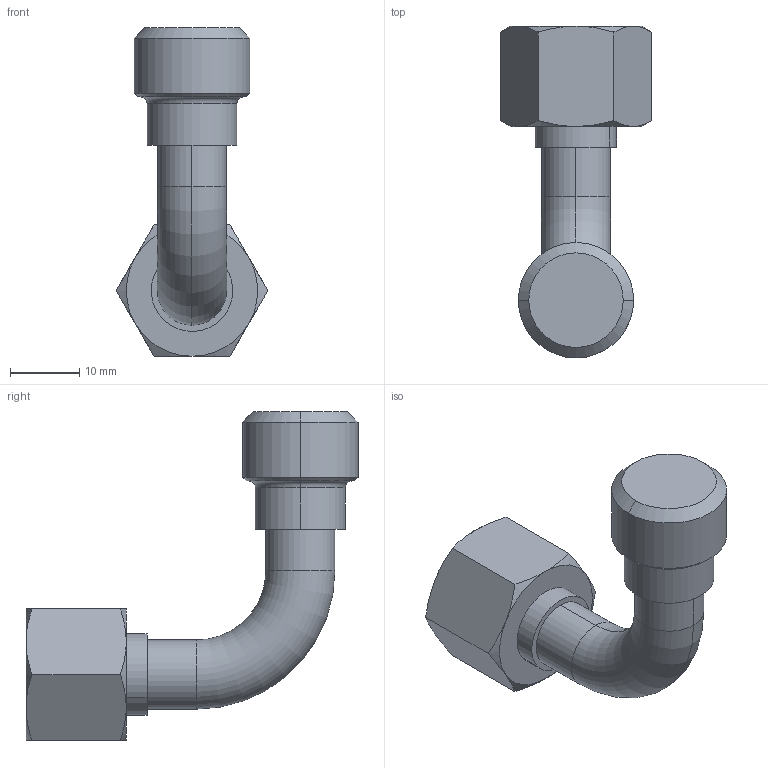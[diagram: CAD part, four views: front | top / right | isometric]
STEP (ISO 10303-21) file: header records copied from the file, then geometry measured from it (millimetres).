
FILE_DESCRIPTION (( 'STEP AP203' ), '1' );
FILE_NAME ('[STEP]TJ-10.STEP', '2024-03-01T07:17:14', ( '' ), ( '' ), 'SwSTEP 2.0', 'SolidWorks 2019', '' );
FILE_SCHEMA (( 'CONFIG_CONTROL_DESIGN' ));
Length unit declared in the file: millimetre
Products named in the file (1): [STEP]TJ-10
Bounding box: 21.94 x 48 x 47.5 mm (x, y, z)
Volume: 10788.1 mm3; surface area: 3822.2 mm2
Topology: 1 solids, 1 shells, 42 faces, 86 edges, 50 vertices
Faces by surface type: cone 16, plane 12, cylinder 10, torus 4
Entity records: 1261 total; most frequent: CARTESIAN_POINT 315, DIRECTION 190, ORIENTED_EDGE 172, EDGE_CURVE 86, AXIS2_PLACEMENT_3D 85, VERTEX_POINT 50, EDGE_LOOP 46, ADVANCED_FACE 42
